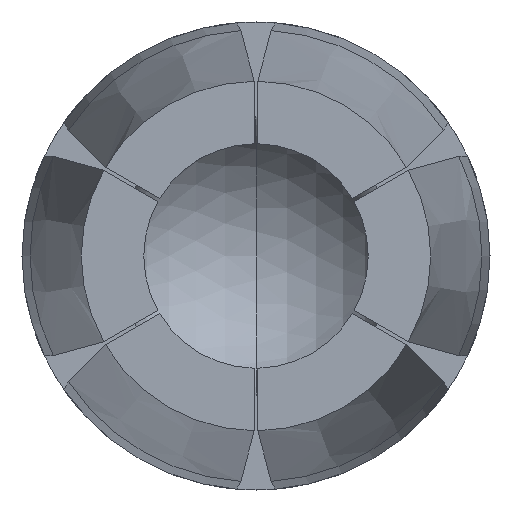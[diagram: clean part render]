
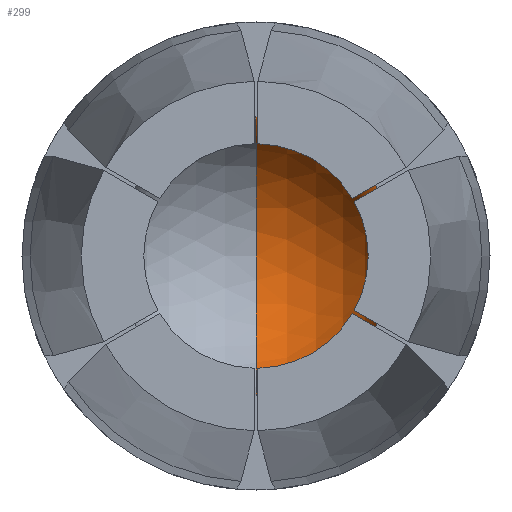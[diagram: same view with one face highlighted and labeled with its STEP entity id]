
A CAD part, front view. The second image highlights one B-rep face of the part: STEP entity #299.
In plain terms, the highlighted spherical face has radius 1.313 mm.
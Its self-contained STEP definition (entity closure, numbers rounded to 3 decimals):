
#19 = CARTESIAN_POINT ( 'NONE',  ( 0., -12.95, 0. ) ) ;
#203 = VERTEX_POINT ( 'NONE', #2217 ) ;
#217 = EDGE_LOOP ( 'NONE', ( #2559, #1826, #2101 ) ) ;
#218 = DIRECTION ( 'NONE',  ( 0., 0., 1. ) ) ;
#239 = CIRCLE ( 'NONE', #1437, 1.314 ) ;
#299 = ADVANCED_FACE ( 'NONE', ( #2118 ), #2568, .F. ) ;
#323 = CARTESIAN_POINT ( 'NONE',  ( 0., -12.95, -1.314 ) ) ;
#457 = DIRECTION ( 'NONE',  ( -1., 0., 0. ) ) ;
#536 = CARTESIAN_POINT ( 'NONE',  ( 0., -12.95, 0. ) ) ;
#566 = EDGE_CURVE ( 'NONE', #1411, #203, #239, .T. ) ;
#579 = CIRCLE ( 'NONE', #1953, 1.314 ) ;
#741 = DIRECTION ( 'NONE',  ( 0., 0., -1. ) ) ;
#760 = EDGE_CURVE ( 'NONE', #2476, #203, #1475, .T. ) ;
#1223 = AXIS2_PLACEMENT_3D ( 'NONE', #1462, #1855, #1666 ) ;
#1409 = DIRECTION ( 'NONE',  ( 0., 1., 0. ) ) ;
#1411 = VERTEX_POINT ( 'NONE', #1452 ) ;
#1437 = AXIS2_PLACEMENT_3D ( 'NONE', #1653, #457, #1850 ) ;
#1452 = CARTESIAN_POINT ( 'NONE',  ( 0., -12.95, 1.314 ) ) ;
#1462 = CARTESIAN_POINT ( 'NONE',  ( 0., -12.95, 0. ) ) ;
#1475 = CIRCLE ( 'NONE', #1601, 1.314 ) ;
#1601 = AXIS2_PLACEMENT_3D ( 'NONE', #536, #1930, #741 ) ;
#1653 = CARTESIAN_POINT ( 'NONE',  ( 0., -12.95, 0. ) ) ;
#1666 = DIRECTION ( 'NONE',  ( 0., 0., -1. ) ) ;
#1826 = ORIENTED_EDGE ( 'NONE', *, *, #566, .T. ) ;
#1850 = DIRECTION ( 'NONE',  ( 0., 0., 1. ) ) ;
#1855 = DIRECTION ( 'NONE',  ( -1., 0., 0. ) ) ;
#1930 = DIRECTION ( 'NONE',  ( 1., 0., 0. ) ) ;
#1953 = AXIS2_PLACEMENT_3D ( 'NONE', #19, #1409, #218 ) ;
#2090 = EDGE_CURVE ( 'NONE', #1411, #2476, #579, .T. ) ;
#2101 = ORIENTED_EDGE ( 'NONE', *, *, #760, .F. ) ;
#2118 = FACE_OUTER_BOUND ( 'NONE', #217, .T. ) ;
#2217 = CARTESIAN_POINT ( 'NONE',  ( 0., -11.636, 0. ) ) ;
#2476 = VERTEX_POINT ( 'NONE', #323 ) ;
#2559 = ORIENTED_EDGE ( 'NONE', *, *, #2090, .F. ) ;
#2568 = SPHERICAL_SURFACE ( 'NONE', #1223, 1.314 ) ;
